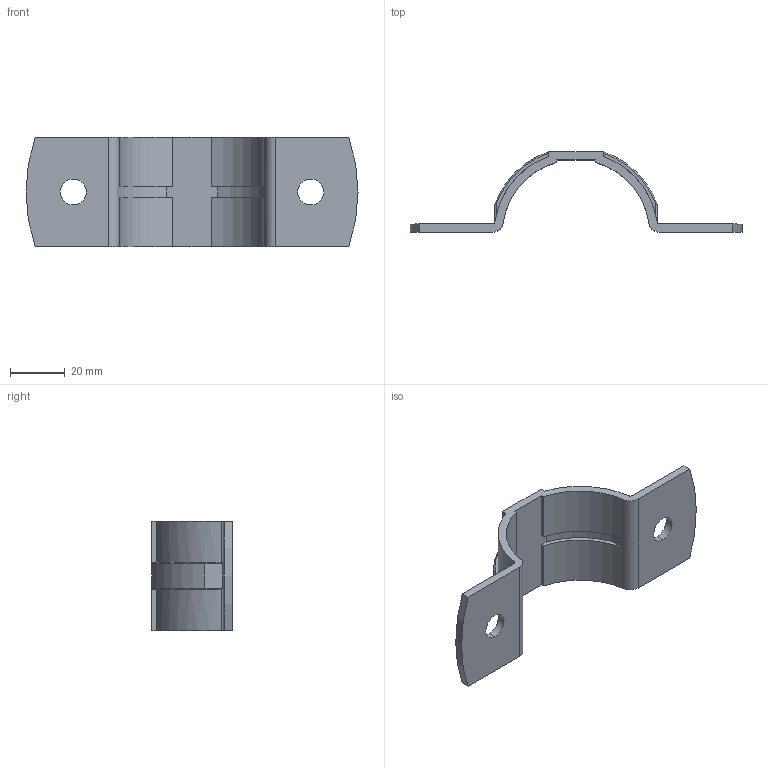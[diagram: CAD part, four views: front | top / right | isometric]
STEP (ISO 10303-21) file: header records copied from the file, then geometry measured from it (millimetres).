
FILE_DESCRIPTION (( 'STEP AP203' ), '1' );
FILE_NAME ('OT74-50-53-54x3_OSTP.step', '2021-03-15T14:20:26', ( '' ), ( '' ), 'SwSTEP 2.0', 'SolidWorks 2014', '' );
FILE_SCHEMA (( 'CONFIG_CONTROL_DESIGN' ));
Length unit declared in the file: millimetre
Products named in the file (1): OT74-50-53-54x3_OSTP
Bounding box: 121.66 x 29.5 x 40 mm (x, y, z)
Volume: 18038.6 mm3; surface area: 13287.6 mm2
Topology: 1 solids, 1 shells, 64 faces, 170 edges, 108 vertices
Faces by surface type: cylinder 28, plane 28, torus 4, sphere 4
Entity records: 2111 total; most frequent: CARTESIAN_POINT 403, DIRECTION 352, ORIENTED_EDGE 340, EDGE_CURVE 170, AXIS2_PLACEMENT_3D 129, VERTEX_POINT 108, VECTOR 94, LINE 94
